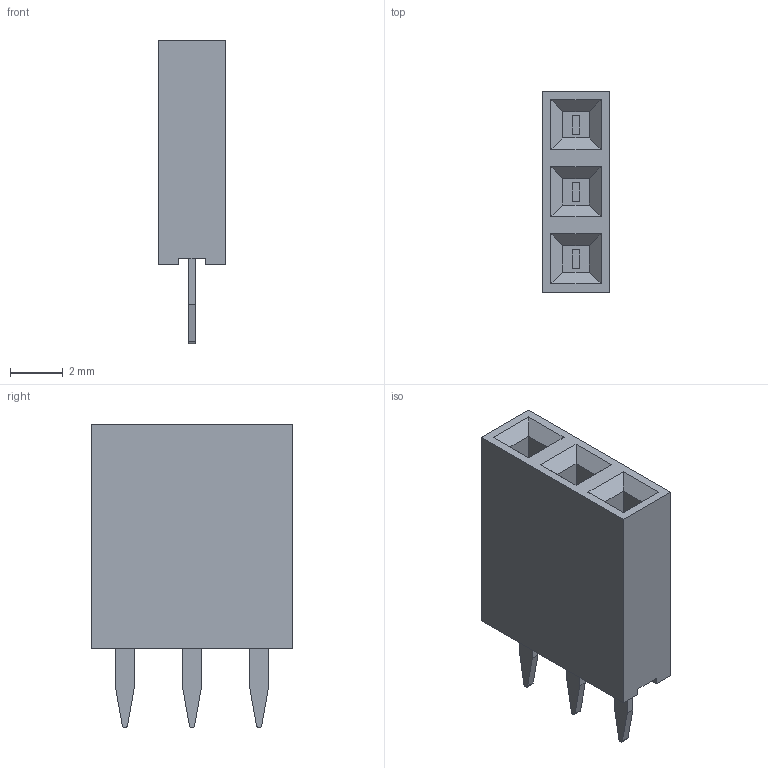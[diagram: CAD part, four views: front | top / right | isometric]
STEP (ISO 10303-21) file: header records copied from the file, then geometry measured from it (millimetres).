
FILE_DESCRIPTION(('FreeCAD Model'),'2;1');
FILE_NAME('Open CASCADE Shape Model','2022-06-14T01:44:00',( 'kicad StepUp'),('ksu MCAD'),'Open CASCADE STEP processor 7.5', 'FreeCAD','Unknown');
FILE_SCHEMA(('AUTOMOTIVE_DESIGN { 1 0 10303 214 1 1 1 1 }'));
Length unit declared in the file: millimetre
Products named in the file (3): PinSocket_P2.54mm_1x03; Body006; Body007
Assembly tree (2 placements, depth 2):
  PinSocket_P2.54mm_1x03
    Body006
    Body007
Bounding box: 2.54 x 7.62 x 11.5 mm (x, y, z)
Volume: 146.8 mm3; surface area: 321.9 mm2
Topology: 4 solids, 4 shells, 67 faces, 152 edges, 96 vertices
Faces by surface type: plane 64, cylinder 3
Entity records: 3882 total; most frequent: CARTESIAN_POINT 622, DIRECTION 602, LINE 444, VECTOR 444, ORIENTED_EDGE 304, PCURVE 304, DEFINITIONAL_REPRESENTATION 304, EDGE_CURVE 152
